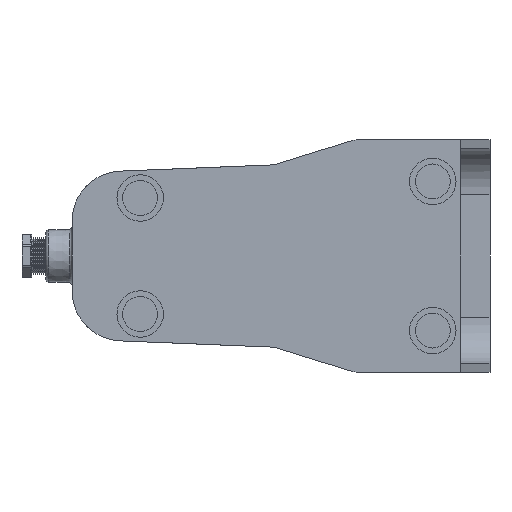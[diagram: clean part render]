
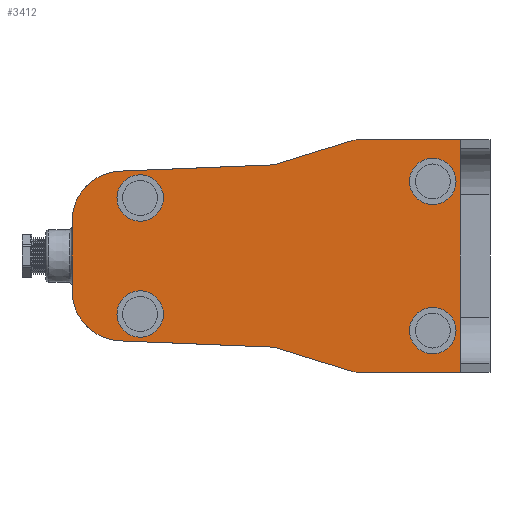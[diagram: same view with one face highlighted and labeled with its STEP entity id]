
A CAD part, front view. The second image highlights one B-rep face of the part: STEP entity #3412.
In plain terms, the highlighted planar face has unit normal (0, -1, 0).
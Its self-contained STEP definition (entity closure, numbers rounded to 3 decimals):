
#103 = AXIS2_PLACEMENT_3D ( 'NONE', #7616, #631, #8715 ) ;
#186 = EDGE_CURVE ( 'NONE', #11690, #1560, #12732, .T. ) ;
#213 = LINE ( 'NONE', #13979, #5783 ) ;
#295 = DIRECTION ( 'NONE',  ( 0., -1., 0. ) ) ;
#304 = EDGE_LOOP ( 'NONE', ( #11402, #6962, #6821, #13194, #4213, #2698, #8605, #4366, #13904, #3928, #683, #1727 ) ) ;
#531 = CARTESIAN_POINT ( 'NONE',  ( -252., 0., 70. ) ) ;
#631 = DIRECTION ( 'NONE',  ( 0., -1., 0. ) ) ;
#683 = ORIENTED_EDGE ( 'NONE', *, *, #5387, .F. ) ;
#685 = EDGE_CURVE ( 'NONE', #8002, #7543, #13391, .T. ) ;
#807 = DIRECTION ( 'NONE',  ( 1., 0., 0. ) ) ;
#1116 = CARTESIAN_POINT ( 'NONE',  ( -252., 0., -70. ) ) ;
#1121 = DIRECTION ( 'NONE',  ( 0., 0., 1. ) ) ;
#1353 = VECTOR ( 'NONE', #5095, 1000. ) ;
#1560 = VERTEX_POINT ( 'NONE', #3220 ) ;
#1605 = CARTESIAN_POINT ( 'NONE',  ( -130., 0., -55. ) ) ;
#1727 = ORIENTED_EDGE ( 'NONE', *, *, #13469, .T. ) ;
#2315 = VECTOR ( 'NONE', #2739, 1000. ) ;
#2698 = ORIENTED_EDGE ( 'NONE', *, *, #685, .F. ) ;
#2739 = DIRECTION ( 'NONE',  ( 0.999, 0., -0.041 ) ) ;
#2823 = DIRECTION ( 'NONE',  ( -1., 0., 0. ) ) ;
#3220 = CARTESIAN_POINT ( 'NONE',  ( -18., 0., 70. ) ) ;
#3412 = ADVANCED_FACE ( 'NONE', ( #11882 ), #4442, .F. ) ;
#3421 = CARTESIAN_POINT ( 'NONE',  ( -80.64, 0., 60. ) ) ;
#3449 = VECTOR ( 'NONE', #8450, 1000. ) ;
#3467 = VERTEX_POINT ( 'NONE', #11146 ) ;
#3660 = CARTESIAN_POINT ( 'NONE',  ( -222., 0., -21.204 ) ) ;
#3741 = EDGE_CURVE ( 'NONE', #14645, #3889, #6881, .T. ) ;
#3889 = VERTEX_POINT ( 'NONE', #12980 ) ;
#3928 = ORIENTED_EDGE ( 'NONE', *, *, #10014, .T. ) ;
#3968 = CIRCLE ( 'NONE', #6460, 30. ) ;
#3998 = AXIS2_PLACEMENT_3D ( 'NONE', #7281, #295, #8401 ) ;
#4025 = AXIS2_PLACEMENT_3D ( 'NONE', #6739, #14393, #7839 ) ;
#4213 = ORIENTED_EDGE ( 'NONE', *, *, #10728, .T. ) ;
#4366 = ORIENTED_EDGE ( 'NONE', *, *, #8706, .T. ) ;
#4442 = PLANE ( 'NONE',  #4025 ) ;
#4612 = DIRECTION ( 'NONE',  ( 0., 0., 1. ) ) ;
#4834 = DIRECTION ( 'NONE',  ( 0., 0., 1. ) ) ;
#5022 = EDGE_CURVE ( 'NONE', #11690, #9906, #6843, .T. ) ;
#5095 = DIRECTION ( 'NONE',  ( -0.954, 0., -0.299 ) ) ;
#5337 = EDGE_CURVE ( 'NONE', #9906, #14645, #7870, .T. ) ;
#5365 = EDGE_CURVE ( 'NONE', #3467, #13781, #11982, .T. ) ;
#5387 = EDGE_CURVE ( 'NONE', #6501, #11514, #213, .T. ) ;
#5471 = CARTESIAN_POINT ( 'NONE',  ( -80.64, 0., 70. ) ) ;
#5783 = VECTOR ( 'NONE', #2823, 1000. ) ;
#5818 = CARTESIAN_POINT ( 'NONE',  ( -18., 0., 70. ) ) ;
#6240 = CARTESIAN_POINT ( 'NONE',  ( -252., 0., 21.204 ) ) ;
#6420 = EDGE_CURVE ( 'NONE', #8002, #10802, #3968, .T. ) ;
#6460 = AXIS2_PLACEMENT_3D ( 'NONE', #3660, #11440, #4834 ) ;
#6501 = VERTEX_POINT ( 'NONE', #10481 ) ;
#6631 = AXIS2_PLACEMENT_3D ( 'NONE', #3421, #11224, #4612 ) ;
#6739 = CARTESIAN_POINT ( 'NONE',  ( 0., 0., 70. ) ) ;
#6821 = ORIENTED_EDGE ( 'NONE', *, *, #5337, .T. ) ;
#6843 = CIRCLE ( 'NONE', #6631, 10. ) ;
#6881 = LINE ( 'NONE', #11579, #9451 ) ;
#6907 = CARTESIAN_POINT ( 'NONE',  ( -83.632, 0., 69.542 ) ) ;
#6929 = DIRECTION ( 'NONE',  ( 0., 0., 1. ) ) ;
#6962 = ORIENTED_EDGE ( 'NONE', *, *, #5022, .T. ) ;
#7281 = CARTESIAN_POINT ( 'NONE',  ( -80.64, 0., -60. ) ) ;
#7333 = CARTESIAN_POINT ( 'NONE',  ( -130., 0., 55. ) ) ;
#7479 = CIRCLE ( 'NONE', #3998, 10. ) ;
#7543 = VERTEX_POINT ( 'NONE', #6240 ) ;
#7616 = CARTESIAN_POINT ( 'NONE',  ( -222., 0., 21.204 ) ) ;
#7656 = CARTESIAN_POINT ( 'NONE',  ( -83.632, 0., -69.542 ) ) ;
#7839 = DIRECTION ( 'NONE',  ( 0., 0., 1. ) ) ;
#7870 = LINE ( 'NONE', #7333, #1353 ) ;
#8002 = VERTEX_POINT ( 'NONE', #13494 ) ;
#8386 = CARTESIAN_POINT ( 'NONE',  ( -80.64, 0., -70. ) ) ;
#8401 = DIRECTION ( 'NONE',  ( 0., 0., 1. ) ) ;
#8450 = DIRECTION ( 'NONE',  ( 0.954, 0., -0.299 ) ) ;
#8605 = ORIENTED_EDGE ( 'NONE', *, *, #6420, .T. ) ;
#8706 = EDGE_CURVE ( 'NONE', #10802, #3467, #14218, .T. ) ;
#8715 = DIRECTION ( 'NONE',  ( 0., 0., 1. ) ) ;
#9394 = VECTOR ( 'NONE', #6929, 1000. ) ;
#9451 = VECTOR ( 'NONE', #11478, 1000. ) ;
#9738 = LINE ( 'NONE', #5818, #9394 ) ;
#9829 = VECTOR ( 'NONE', #807, 1000. ) ;
#9906 = VERTEX_POINT ( 'NONE', #6907 ) ;
#10014 = EDGE_CURVE ( 'NONE', #13781, #11514, #7479, .T. ) ;
#10481 = CARTESIAN_POINT ( 'NONE',  ( -18., 0., -70. ) ) ;
#10728 = EDGE_CURVE ( 'NONE', #3889, #7543, #12392, .T. ) ;
#10802 = VERTEX_POINT ( 'NONE', #14298 ) ;
#11146 = CARTESIAN_POINT ( 'NONE',  ( -130., 0., -55. ) ) ;
#11224 = DIRECTION ( 'NONE',  ( 0., -1., 0. ) ) ;
#11402 = ORIENTED_EDGE ( 'NONE', *, *, #186, .F. ) ;
#11440 = DIRECTION ( 'NONE',  ( 0., -1., 0. ) ) ;
#11478 = DIRECTION ( 'NONE',  ( -0.999, 0., -0.041 ) ) ;
#11514 = VERTEX_POINT ( 'NONE', #8386 ) ;
#11579 = CARTESIAN_POINT ( 'NONE',  ( -252., 0., 50. ) ) ;
#11690 = VERTEX_POINT ( 'NONE', #5471 ) ;
#11724 = CARTESIAN_POINT ( 'NONE',  ( -252., 0., -50. ) ) ;
#11882 = FACE_OUTER_BOUND ( 'NONE', #304, .T. ) ;
#11982 = LINE ( 'NONE', #1605, #3449 ) ;
#12392 = CIRCLE ( 'NONE', #103, 30. ) ;
#12732 = LINE ( 'NONE', #531, #9829 ) ;
#12980 = CARTESIAN_POINT ( 'NONE',  ( -223.228, 0., 51.179 ) ) ;
#13048 = VECTOR ( 'NONE', #1121, 1000. ) ;
#13194 = ORIENTED_EDGE ( 'NONE', *, *, #3741, .T. ) ;
#13391 = LINE ( 'NONE', #1116, #13048 ) ;
#13469 = EDGE_CURVE ( 'NONE', #6501, #1560, #9738, .T. ) ;
#13494 = CARTESIAN_POINT ( 'NONE',  ( -252., 0., -21.204 ) ) ;
#13781 = VERTEX_POINT ( 'NONE', #7656 ) ;
#13904 = ORIENTED_EDGE ( 'NONE', *, *, #5365, .T. ) ;
#13979 = CARTESIAN_POINT ( 'NONE',  ( -252., 0., -70. ) ) ;
#14034 = CARTESIAN_POINT ( 'NONE',  ( -130., 0., 55. ) ) ;
#14218 = LINE ( 'NONE', #11724, #2315 ) ;
#14298 = CARTESIAN_POINT ( 'NONE',  ( -223.228, 0., -51.179 ) ) ;
#14393 = DIRECTION ( 'NONE',  ( 0., 1., 0. ) ) ;
#14645 = VERTEX_POINT ( 'NONE', #14034 ) ;
